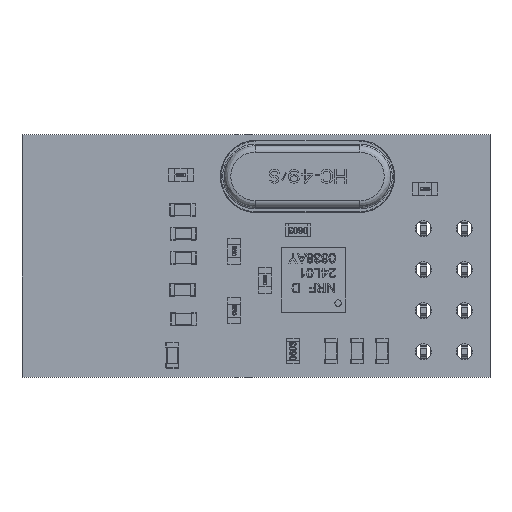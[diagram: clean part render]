
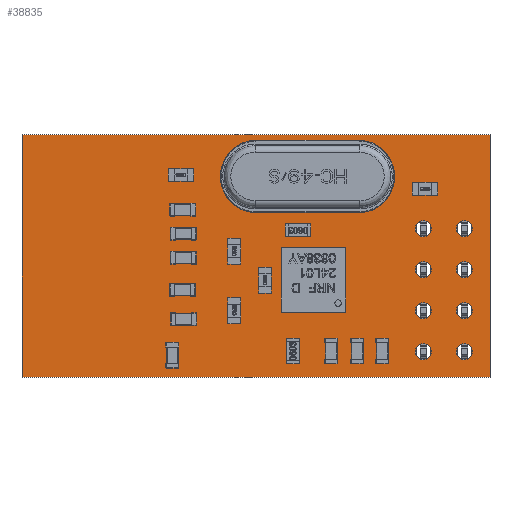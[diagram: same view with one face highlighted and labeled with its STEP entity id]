
A CAD part, top view. The second image highlights one B-rep face of the part: STEP entity #38835.
In plain terms, the highlighted planar face has unit normal (0, 0, 1).
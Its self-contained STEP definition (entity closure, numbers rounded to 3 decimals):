
#38004 = VERTEX_POINT('',#38005);
#38005 = CARTESIAN_POINT('',(26.907,9.195,0.411));
#38023 = VERTEX_POINT('',#38024);
#38024 = CARTESIAN_POINT('',(27.907,9.195,0.411));
#38030 = EDGE_CURVE('',#38023,#38004,#38031,.T.);
#38031 = CIRCLE('',#38032,0.5);
#38032 = AXIS2_PLACEMENT_3D('',#38033,#38034,#38035);
#38033 = CARTESIAN_POINT('',(27.407,9.195,0.411));
#38034 = DIRECTION('',(-0.,0.,-1.));
#38035 = DIRECTION('',(-1.,0.,0.));
#38046 = VERTEX_POINT('',#38047);
#38047 = CARTESIAN_POINT('',(26.907,6.655,0.411));
#38065 = VERTEX_POINT('',#38066);
#38066 = CARTESIAN_POINT('',(27.907,6.655,0.411));
#38072 = EDGE_CURVE('',#38065,#38046,#38073,.T.);
#38073 = CIRCLE('',#38074,0.5);
#38074 = AXIS2_PLACEMENT_3D('',#38075,#38076,#38077);
#38075 = CARTESIAN_POINT('',(27.407,6.655,0.411));
#38076 = DIRECTION('',(-0.,0.,-1.));
#38077 = DIRECTION('',(-1.,0.,0.));
#38088 = VERTEX_POINT('',#38089);
#38089 = CARTESIAN_POINT('',(24.367,9.195,0.411));
#38107 = VERTEX_POINT('',#38108);
#38108 = CARTESIAN_POINT('',(25.367,9.195,0.411));
#38114 = EDGE_CURVE('',#38107,#38088,#38115,.T.);
#38115 = CIRCLE('',#38116,0.5);
#38116 = AXIS2_PLACEMENT_3D('',#38117,#38118,#38119);
#38117 = CARTESIAN_POINT('',(24.867,9.195,0.411));
#38118 = DIRECTION('',(-0.,0.,-1.));
#38119 = DIRECTION('',(-1.,0.,0.));
#38130 = VERTEX_POINT('',#38131);
#38131 = CARTESIAN_POINT('',(26.907,1.575,0.411));
#38149 = VERTEX_POINT('',#38150);
#38150 = CARTESIAN_POINT('',(27.907,1.575,0.411));
#38156 = EDGE_CURVE('',#38149,#38130,#38157,.T.);
#38157 = CIRCLE('',#38158,0.5);
#38158 = AXIS2_PLACEMENT_3D('',#38159,#38160,#38161);
#38159 = CARTESIAN_POINT('',(27.407,1.575,0.411));
#38160 = DIRECTION('',(-0.,0.,-1.));
#38161 = DIRECTION('',(-1.,0.,0.));
#38172 = VERTEX_POINT('',#38173);
#38173 = CARTESIAN_POINT('',(26.907,4.115,0.411));
#38191 = VERTEX_POINT('',#38192);
#38192 = CARTESIAN_POINT('',(27.907,4.115,0.411));
#38198 = EDGE_CURVE('',#38191,#38172,#38199,.T.);
#38199 = CIRCLE('',#38200,0.5);
#38200 = AXIS2_PLACEMENT_3D('',#38201,#38202,#38203);
#38201 = CARTESIAN_POINT('',(27.407,4.115,0.411));
#38202 = DIRECTION('',(-0.,0.,-1.));
#38203 = DIRECTION('',(-1.,0.,0.));
#38214 = VERTEX_POINT('',#38215);
#38215 = CARTESIAN_POINT('',(19.742,12.421,0.411));
#38233 = VERTEX_POINT('',#38234);
#38234 = CARTESIAN_POINT('',(20.542,12.421,0.411));
#38240 = EDGE_CURVE('',#38233,#38214,#38241,.T.);
#38241 = CIRCLE('',#38242,0.4);
#38242 = AXIS2_PLACEMENT_3D('',#38243,#38244,#38245);
#38243 = CARTESIAN_POINT('',(20.142,12.421,0.411));
#38244 = DIRECTION('',(-0.,0.,-1.));
#38245 = DIRECTION('',(-1.,0.,0.));
#38256 = VERTEX_POINT('',#38257);
#38257 = CARTESIAN_POINT('',(24.367,6.655,0.411));
#38275 = VERTEX_POINT('',#38276);
#38276 = CARTESIAN_POINT('',(25.367,6.655,0.411));
#38282 = EDGE_CURVE('',#38275,#38256,#38283,.T.);
#38283 = CIRCLE('',#38284,0.5);
#38284 = AXIS2_PLACEMENT_3D('',#38285,#38286,#38287);
#38285 = CARTESIAN_POINT('',(24.867,6.655,0.411));
#38286 = DIRECTION('',(-0.,0.,-1.));
#38287 = DIRECTION('',(-1.,0.,0.));
#38298 = VERTEX_POINT('',#38299);
#38299 = CARTESIAN_POINT('',(14.742,12.421,0.411));
#38317 = VERTEX_POINT('',#38318);
#38318 = CARTESIAN_POINT('',(15.542,12.421,0.411));
#38324 = EDGE_CURVE('',#38317,#38298,#38325,.T.);
#38325 = CIRCLE('',#38326,0.4);
#38326 = AXIS2_PLACEMENT_3D('',#38327,#38328,#38329);
#38327 = CARTESIAN_POINT('',(15.142,12.421,0.411));
#38328 = DIRECTION('',(-0.,0.,-1.));
#38329 = DIRECTION('',(-1.,0.,0.));
#38340 = VERTEX_POINT('',#38341);
#38341 = CARTESIAN_POINT('',(24.367,1.575,0.411));
#38359 = VERTEX_POINT('',#38360);
#38360 = CARTESIAN_POINT('',(25.367,1.575,0.411));
#38366 = EDGE_CURVE('',#38359,#38340,#38367,.T.);
#38367 = CIRCLE('',#38368,0.5);
#38368 = AXIS2_PLACEMENT_3D('',#38369,#38370,#38371);
#38369 = CARTESIAN_POINT('',(24.867,1.575,0.411));
#38370 = DIRECTION('',(-0.,0.,-1.));
#38371 = DIRECTION('',(-1.,0.,0.));
#38382 = VERTEX_POINT('',#38383);
#38383 = CARTESIAN_POINT('',(24.367,4.115,0.411));
#38401 = VERTEX_POINT('',#38402);
#38402 = CARTESIAN_POINT('',(25.367,4.115,0.411));
#38408 = EDGE_CURVE('',#38401,#38382,#38409,.T.);
#38409 = CIRCLE('',#38410,0.5);
#38410 = AXIS2_PLACEMENT_3D('',#38411,#38412,#38413);
#38411 = CARTESIAN_POINT('',(24.867,4.115,0.411));
#38412 = DIRECTION('',(-0.,0.,-1.));
#38413 = DIRECTION('',(-1.,0.,0.));
#38565 = EDGE_CURVE('',#38004,#38023,#38566,.T.);
#38566 = CIRCLE('',#38567,0.5);
#38567 = AXIS2_PLACEMENT_3D('',#38568,#38569,#38570);
#38568 = CARTESIAN_POINT('',(27.407,9.195,0.411));
#38569 = DIRECTION('',(-0.,0.,-1.));
#38570 = DIRECTION('',(-1.,0.,0.));
#38583 = EDGE_CURVE('',#38046,#38065,#38584,.T.);
#38584 = CIRCLE('',#38585,0.5);
#38585 = AXIS2_PLACEMENT_3D('',#38586,#38587,#38588);
#38586 = CARTESIAN_POINT('',(27.407,6.655,0.411));
#38587 = DIRECTION('',(-0.,0.,-1.));
#38588 = DIRECTION('',(-1.,0.,0.));
#38601 = EDGE_CURVE('',#38088,#38107,#38602,.T.);
#38602 = CIRCLE('',#38603,0.5);
#38603 = AXIS2_PLACEMENT_3D('',#38604,#38605,#38606);
#38604 = CARTESIAN_POINT('',(24.867,9.195,0.411));
#38605 = DIRECTION('',(-0.,0.,-1.));
#38606 = DIRECTION('',(-1.,0.,0.));
#38619 = EDGE_CURVE('',#38130,#38149,#38620,.T.);
#38620 = CIRCLE('',#38621,0.5);
#38621 = AXIS2_PLACEMENT_3D('',#38622,#38623,#38624);
#38622 = CARTESIAN_POINT('',(27.407,1.575,0.411));
#38623 = DIRECTION('',(-0.,0.,-1.));
#38624 = DIRECTION('',(-1.,0.,0.));
#38637 = EDGE_CURVE('',#38172,#38191,#38638,.T.);
#38638 = CIRCLE('',#38639,0.5);
#38639 = AXIS2_PLACEMENT_3D('',#38640,#38641,#38642);
#38640 = CARTESIAN_POINT('',(27.407,4.115,0.411));
#38641 = DIRECTION('',(-0.,0.,-1.));
#38642 = DIRECTION('',(-1.,0.,0.));
#38655 = EDGE_CURVE('',#38214,#38233,#38656,.T.);
#38656 = CIRCLE('',#38657,0.4);
#38657 = AXIS2_PLACEMENT_3D('',#38658,#38659,#38660);
#38658 = CARTESIAN_POINT('',(20.142,12.421,0.411));
#38659 = DIRECTION('',(-0.,0.,-1.));
#38660 = DIRECTION('',(-1.,0.,0.));
#38673 = EDGE_CURVE('',#38256,#38275,#38674,.T.);
#38674 = CIRCLE('',#38675,0.5);
#38675 = AXIS2_PLACEMENT_3D('',#38676,#38677,#38678);
#38676 = CARTESIAN_POINT('',(24.867,6.655,0.411));
#38677 = DIRECTION('',(-0.,0.,-1.));
#38678 = DIRECTION('',(-1.,0.,0.));
#38691 = EDGE_CURVE('',#38298,#38317,#38692,.T.);
#38692 = CIRCLE('',#38693,0.4);
#38693 = AXIS2_PLACEMENT_3D('',#38694,#38695,#38696);
#38694 = CARTESIAN_POINT('',(15.142,12.421,0.411));
#38695 = DIRECTION('',(-0.,0.,-1.));
#38696 = DIRECTION('',(-1.,0.,0.));
#38709 = EDGE_CURVE('',#38340,#38359,#38710,.T.);
#38710 = CIRCLE('',#38711,0.5);
#38711 = AXIS2_PLACEMENT_3D('',#38712,#38713,#38714);
#38712 = CARTESIAN_POINT('',(24.867,1.575,0.411));
#38713 = DIRECTION('',(-0.,0.,-1.));
#38714 = DIRECTION('',(-1.,0.,0.));
#38727 = EDGE_CURVE('',#38382,#38401,#38728,.T.);
#38728 = CIRCLE('',#38729,0.5);
#38729 = AXIS2_PLACEMENT_3D('',#38730,#38731,#38732);
#38730 = CARTESIAN_POINT('',(24.867,4.115,0.411));
#38731 = DIRECTION('',(-0.,0.,-1.));
#38732 = DIRECTION('',(-1.,0.,0.));
#38744 = VERTEX_POINT('',#38745);
#38745 = CARTESIAN_POINT('',(29.,0.,0.411));
#38751 = EDGE_CURVE('',#38752,#38744,#38754,.T.);
#38752 = VERTEX_POINT('',#38753);
#38753 = CARTESIAN_POINT('',(0.,0.,0.411));
#38754 = LINE('',#38755,#38756);
#38755 = CARTESIAN_POINT('',(0.,0.,0.411));
#38756 = VECTOR('',#38757,1.);
#38757 = DIRECTION('',(1.,0.,0.));
#38775 = VERTEX_POINT('',#38776);
#38776 = CARTESIAN_POINT('',(29.,15.,0.411));
#38782 = EDGE_CURVE('',#38744,#38775,#38783,.T.);
#38783 = LINE('',#38784,#38785);
#38784 = CARTESIAN_POINT('',(29.,0.,0.411));
#38785 = VECTOR('',#38786,1.);
#38786 = DIRECTION('',(0.,1.,-0.));
#38799 = VERTEX_POINT('',#38800);
#38800 = CARTESIAN_POINT('',(0.,15.,0.411));
#38806 = EDGE_CURVE('',#38775,#38799,#38807,.T.);
#38807 = LINE('',#38808,#38809);
#38808 = CARTESIAN_POINT('',(29.,15.,0.411));
#38809 = VECTOR('',#38810,1.);
#38810 = DIRECTION('',(-1.,-0.,-0.));
#38823 = EDGE_CURVE('',#38799,#38752,#38824,.T.);
#38824 = LINE('',#38825,#38826);
#38825 = CARTESIAN_POINT('',(0.,15.,0.411));
#38826 = VECTOR('',#38827,1.);
#38827 = DIRECTION('',(0.,-1.,-0.));
#38835 = ADVANCED_FACE('',(#38836,#38840,#38844,#38848,#38852,#38856,
    #38860,#38864,#38868,#38872,#38876),#38882,.F.);
#38836 = FACE_BOUND('',#38837,.T.);
#38837 = EDGE_LOOP('',(#38838,#38839));
#38838 = ORIENTED_EDGE('',*,*,#38565,.T.);
#38839 = ORIENTED_EDGE('',*,*,#38030,.T.);
#38840 = FACE_BOUND('',#38841,.T.);
#38841 = EDGE_LOOP('',(#38842,#38843));
#38842 = ORIENTED_EDGE('',*,*,#38583,.T.);
#38843 = ORIENTED_EDGE('',*,*,#38072,.T.);
#38844 = FACE_BOUND('',#38845,.T.);
#38845 = EDGE_LOOP('',(#38846,#38847));
#38846 = ORIENTED_EDGE('',*,*,#38601,.T.);
#38847 = ORIENTED_EDGE('',*,*,#38114,.T.);
#38848 = FACE_BOUND('',#38849,.T.);
#38849 = EDGE_LOOP('',(#38850,#38851));
#38850 = ORIENTED_EDGE('',*,*,#38619,.T.);
#38851 = ORIENTED_EDGE('',*,*,#38156,.T.);
#38852 = FACE_BOUND('',#38853,.T.);
#38853 = EDGE_LOOP('',(#38854,#38855));
#38854 = ORIENTED_EDGE('',*,*,#38637,.T.);
#38855 = ORIENTED_EDGE('',*,*,#38198,.T.);
#38856 = FACE_BOUND('',#38857,.T.);
#38857 = EDGE_LOOP('',(#38858,#38859));
#38858 = ORIENTED_EDGE('',*,*,#38655,.T.);
#38859 = ORIENTED_EDGE('',*,*,#38240,.T.);
#38860 = FACE_BOUND('',#38861,.T.);
#38861 = EDGE_LOOP('',(#38862,#38863));
#38862 = ORIENTED_EDGE('',*,*,#38673,.T.);
#38863 = ORIENTED_EDGE('',*,*,#38282,.T.);
#38864 = FACE_BOUND('',#38865,.T.);
#38865 = EDGE_LOOP('',(#38866,#38867));
#38866 = ORIENTED_EDGE('',*,*,#38691,.T.);
#38867 = ORIENTED_EDGE('',*,*,#38324,.T.);
#38868 = FACE_BOUND('',#38869,.T.);
#38869 = EDGE_LOOP('',(#38870,#38871));
#38870 = ORIENTED_EDGE('',*,*,#38709,.T.);
#38871 = ORIENTED_EDGE('',*,*,#38366,.T.);
#38872 = FACE_BOUND('',#38873,.T.);
#38873 = EDGE_LOOP('',(#38874,#38875));
#38874 = ORIENTED_EDGE('',*,*,#38727,.T.);
#38875 = ORIENTED_EDGE('',*,*,#38408,.T.);
#38876 = FACE_BOUND('',#38877,.T.);
#38877 = EDGE_LOOP('',(#38878,#38879,#38880,#38881));
#38878 = ORIENTED_EDGE('',*,*,#38782,.T.);
#38879 = ORIENTED_EDGE('',*,*,#38806,.T.);
#38880 = ORIENTED_EDGE('',*,*,#38823,.T.);
#38881 = ORIENTED_EDGE('',*,*,#38751,.T.);
#38882 = PLANE('',#38883);
#38883 = AXIS2_PLACEMENT_3D('',#38884,#38885,#38886);
#38884 = CARTESIAN_POINT('',(0.,0.,0.411));
#38885 = DIRECTION('',(0.,0.,-1.));
#38886 = DIRECTION('',(-1.,0.,-0.));
